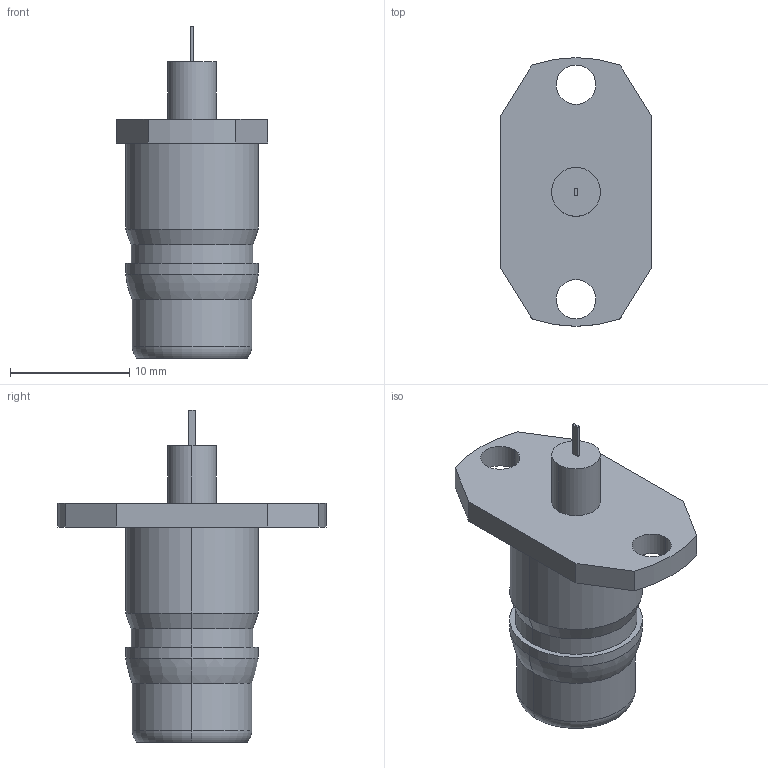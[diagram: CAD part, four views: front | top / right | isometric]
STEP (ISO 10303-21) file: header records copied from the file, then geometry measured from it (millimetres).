
FILE_DESCRIPTION (( 'STEP AP203' ), '1' );
FILE_NAME ('R164.474.120B.STEP', '2015-04-14T08:20:07', ( '' ), ( '' ), 'SwSTEP 2.0', 'SolidWorks 2014', '' );
FILE_SCHEMA (( 'CONFIG_CONTROL_DESIGN' ));
Length unit declared in the file: metre
Products named in the file (1): R164.474.120B
Bounding box: 12.7 x 22.5 x 27.8 mm (x, y, z)
Volume: 1767.6 mm3; surface area: 1637.2 mm2
Topology: 1 solids, 1 shells, 78 faces, 183 edges, 111 vertices
Faces by surface type: plane 27, cylinder 25, cone 20, torus 6
Entity records: 2386 total; most frequent: CARTESIAN_POINT 515, DIRECTION 395, ORIENTED_EDGE 362, EDGE_CURVE 181, AXIS2_PLACEMENT_3D 167, VERTEX_POINT 111, EDGE_LOOP 88, CIRCLE 88
